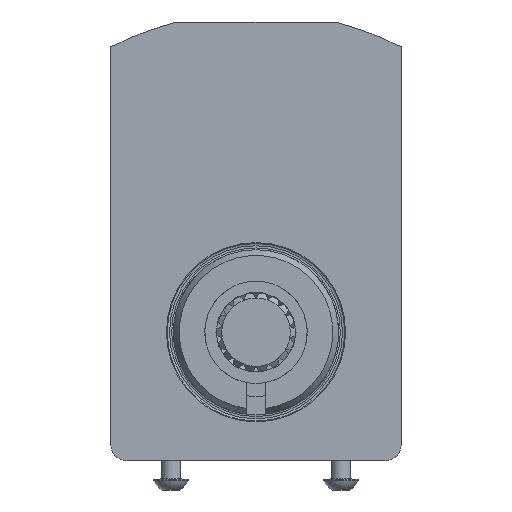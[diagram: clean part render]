
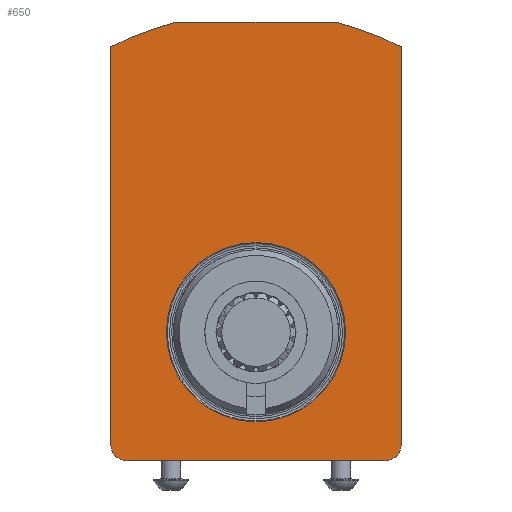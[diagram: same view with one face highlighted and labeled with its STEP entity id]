
A CAD part, front view. The second image highlights one B-rep face of the part: STEP entity #650.
In plain terms, the highlighted planar face has unit normal (0, -1, 0).
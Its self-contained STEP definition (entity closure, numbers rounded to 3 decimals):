
#650 = ADVANCED_FACE ( 'NONE', ( #30337, #7042 ), #29269, .T. ) ;
#1370 = DIRECTION ( 'NONE',  ( 0., 0., -1. ) ) ;
#2350 = VECTOR ( 'NONE', #16174, 1000. ) ;
#2410 = CIRCLE ( 'NONE', #14325, 5. ) ;
#3602 = DIRECTION ( 'NONE',  ( 1., 0., 0. ) ) ;
#4038 = VERTEX_POINT ( 'NONE', #19264 ) ;
#4325 = CARTESIAN_POINT ( 'NONE',  ( 0., 0., 0. ) ) ;
#4432 = DIRECTION ( 'NONE',  ( 0., 0., 1. ) ) ;
#4853 = DIRECTION ( 'NONE',  ( 0., 0., 1. ) ) ;
#4948 = CARTESIAN_POINT ( 'NONE',  ( -44., 0., 94. ) ) ;
#5360 = VERTEX_POINT ( 'NONE', #28414 ) ;
#5936 = VERTEX_POINT ( 'NONE', #25167 ) ;
#6160 = CARTESIAN_POINT ( 'NONE',  ( -44., 0., -34. ) ) ;
#6625 = ORIENTED_EDGE ( 'NONE', *, *, #25162, .T. ) ;
#7042 = FACE_OUTER_BOUND ( 'NONE', #22949, .T. ) ;
#7068 = CIRCLE ( 'NONE', #20507, 97. ) ;
#7669 = CARTESIAN_POINT ( 'NONE',  ( 44., 0., -34. ) ) ;
#7796 = AXIS2_PLACEMENT_3D ( 'NONE', #17241, #23410, #18757 ) ;
#7832 = EDGE_CURVE ( 'NONE', #26325, #27440, #24430, .T. ) ;
#8078 = ORIENTED_EDGE ( 'NONE', *, *, #28906, .T. ) ;
#8208 = CIRCLE ( 'NONE', #7796, 5. ) ;
#8405 = EDGE_CURVE ( 'NONE', #5360, #5936, #25199, .T. ) ;
#8974 = CARTESIAN_POINT ( 'NONE',  ( -44., 0., 94. ) ) ;
#9529 = EDGE_LOOP ( 'NONE', ( #18896 ) ) ;
#9612 = EDGE_CURVE ( 'NONE', #4038, #14778, #25135, .T. ) ;
#10709 = ORIENTED_EDGE ( 'NONE', *, *, #25655, .F. ) ;
#11415 = CIRCLE ( 'NONE', #27216, 27.15 ) ;
#11487 = CIRCLE ( 'NONE', #26308, 97. ) ;
#12661 = CARTESIAN_POINT ( 'NONE',  ( -39., 0., -34. ) ) ;
#13753 = CARTESIAN_POINT ( 'NONE',  ( 0., 0., 0. ) ) ;
#14294 = VECTOR ( 'NONE', #1370, 1000. ) ;
#14325 = AXIS2_PLACEMENT_3D ( 'NONE', #12661, #29188, #27084 ) ;
#14714 = EDGE_CURVE ( 'NONE', #22713, #20397, #28958, .T. ) ;
#14778 = VERTEX_POINT ( 'NONE', #7669 ) ;
#15180 = VECTOR ( 'NONE', #31949, 1000. ) ;
#15280 = ORIENTED_EDGE ( 'NONE', *, *, #8405, .F. ) ;
#15338 = CARTESIAN_POINT ( 'NONE',  ( 44., 0., 94. ) ) ;
#15414 = CARTESIAN_POINT ( 'NONE',  ( -39., 0., -39. ) ) ;
#16174 = DIRECTION ( 'NONE',  ( 0., 0., -1. ) ) ;
#16328 = ORIENTED_EDGE ( 'NONE', *, *, #9612, .F. ) ;
#16515 = DIRECTION ( 'NONE',  ( 0., 0., 1. ) ) ;
#17241 = CARTESIAN_POINT ( 'NONE',  ( 39., 0., -34. ) ) ;
#18000 = ORIENTED_EDGE ( 'NONE', *, *, #7832, .T. ) ;
#18569 = DIRECTION ( 'NONE',  ( 0., 1., 0. ) ) ;
#18757 = DIRECTION ( 'NONE',  ( 0., 0., -1. ) ) ;
#18792 = DIRECTION ( 'NONE',  ( 0., 1., 0. ) ) ;
#18896 = ORIENTED_EDGE ( 'NONE', *, *, #25984, .T. ) ;
#19264 = CARTESIAN_POINT ( 'NONE',  ( 44., 0., 86.447 ) ) ;
#19401 = CARTESIAN_POINT ( 'NONE',  ( -44., 0., 86.447 ) ) ;
#20397 = VERTEX_POINT ( 'NONE', #22156 ) ;
#20438 = VERTEX_POINT ( 'NONE', #23519 ) ;
#20507 = AXIS2_PLACEMENT_3D ( 'NONE', #4325, #18792, #4853 ) ;
#22029 = DIRECTION ( 'NONE',  ( 0., 1., 0. ) ) ;
#22156 = CARTESIAN_POINT ( 'NONE',  ( 39., 0., -39. ) ) ;
#22197 = EDGE_CURVE ( 'NONE', #5936, #4038, #11487, .T. ) ;
#22633 = ORIENTED_EDGE ( 'NONE', *, *, #22197, .F. ) ;
#22713 = VERTEX_POINT ( 'NONE', #15414 ) ;
#22949 = EDGE_LOOP ( 'NONE', ( #30826, #8078, #16328, #22633, #15280, #10709, #18000, #6625 ) ) ;
#23010 = DIRECTION ( 'NONE',  ( 0., 0., -1. ) ) ;
#23410 = DIRECTION ( 'NONE',  ( 0., -1., 0. ) ) ;
#23519 = CARTESIAN_POINT ( 'NONE',  ( 0., 0., 27.15 ) ) ;
#24430 = LINE ( 'NONE', #8974, #2350 ) ;
#25135 = LINE ( 'NONE', #15338, #14294 ) ;
#25162 = EDGE_CURVE ( 'NONE', #27440, #22713, #2410, .T. ) ;
#25167 = CARTESIAN_POINT ( 'NONE',  ( 23.937, 0., 94. ) ) ;
#25180 = CARTESIAN_POINT ( 'NONE',  ( -44., 0., 94. ) ) ;
#25199 = LINE ( 'NONE', #25180, #15180 ) ;
#25655 = EDGE_CURVE ( 'NONE', #26325, #5360, #7068, .T. ) ;
#25984 = EDGE_CURVE ( 'NONE', #20438, #20438, #11415, .T. ) ;
#26308 = AXIS2_PLACEMENT_3D ( 'NONE', #31019, #18569, #16515 ) ;
#26325 = VERTEX_POINT ( 'NONE', #19401 ) ;
#26656 = DIRECTION ( 'NONE',  ( 0., -1., 0. ) ) ;
#27084 = DIRECTION ( 'NONE',  ( 0., 0., -1. ) ) ;
#27216 = AXIS2_PLACEMENT_3D ( 'NONE', #13753, #22029, #4432 ) ;
#27440 = VERTEX_POINT ( 'NONE', #6160 ) ;
#28414 = CARTESIAN_POINT ( 'NONE',  ( -23.937, 0., 94. ) ) ;
#28906 = EDGE_CURVE ( 'NONE', #20397, #14778, #8208, .T. ) ;
#28958 = LINE ( 'NONE', #31026, #30722 ) ;
#29188 = DIRECTION ( 'NONE',  ( 0., -1., 0. ) ) ;
#29269 = PLANE ( 'NONE',  #30829 ) ;
#30337 = FACE_BOUND ( 'NONE', #9529, .T. ) ;
#30722 = VECTOR ( 'NONE', #3602, 1000. ) ;
#30826 = ORIENTED_EDGE ( 'NONE', *, *, #14714, .T. ) ;
#30829 = AXIS2_PLACEMENT_3D ( 'NONE', #4948, #26656, #23010 ) ;
#31019 = CARTESIAN_POINT ( 'NONE',  ( 0., 0., 0. ) ) ;
#31026 = CARTESIAN_POINT ( 'NONE',  ( -44., 0., -39. ) ) ;
#31949 = DIRECTION ( 'NONE',  ( 1., 0., 0. ) ) ;
